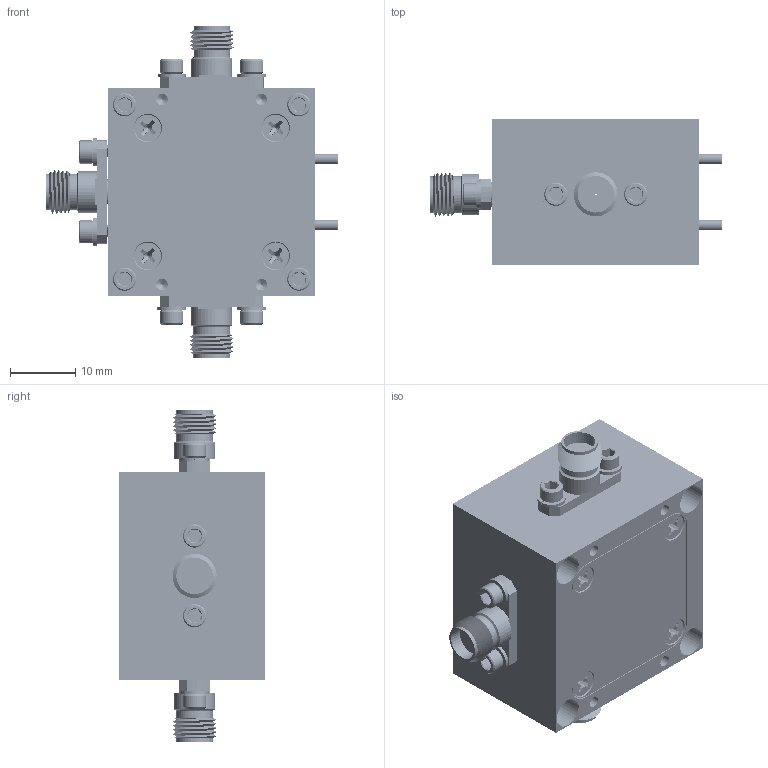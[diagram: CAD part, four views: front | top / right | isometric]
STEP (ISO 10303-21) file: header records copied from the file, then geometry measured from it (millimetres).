
FILE_DESCRIPTION (( 'STEP AP203' ), '1' );
FILE_NAME ('SFT-60390315-122FSF-N1-M.STEP', '2018-10-17T19:47:28', ( '' ), ( '' ), 'SwSTEP 2.0', 'SolidWorks 2016', '' );
FILE_SCHEMA (( 'CONFIG_CONTROL_DESIGN' ));
Products named in the file (1): SFT-60390315-122FSF-N1-M
Bounding box: 44.78 x 22.35 x 50.8 mm (x, y, z)
Volume: 15709.4 mm3; surface area: 15800.1 mm2
Topology: 37 solids, 37 shells, 2072 faces, 5563 edges, 3552 vertices
Faces by surface type: cylinder 1237, plane 419, cone 360, bspline 50, torus 6
Entity records: 92741 total; most frequent: CARTESIAN_POINT 46804, ORIENTED_EDGE 10942, DIRECTION 8383, EDGE_CURVE 5471, VERTEX_POINT 3552, AXIS2_PLACEMENT_3D 3101, EDGE_LOOP 2209, LINE 2181
